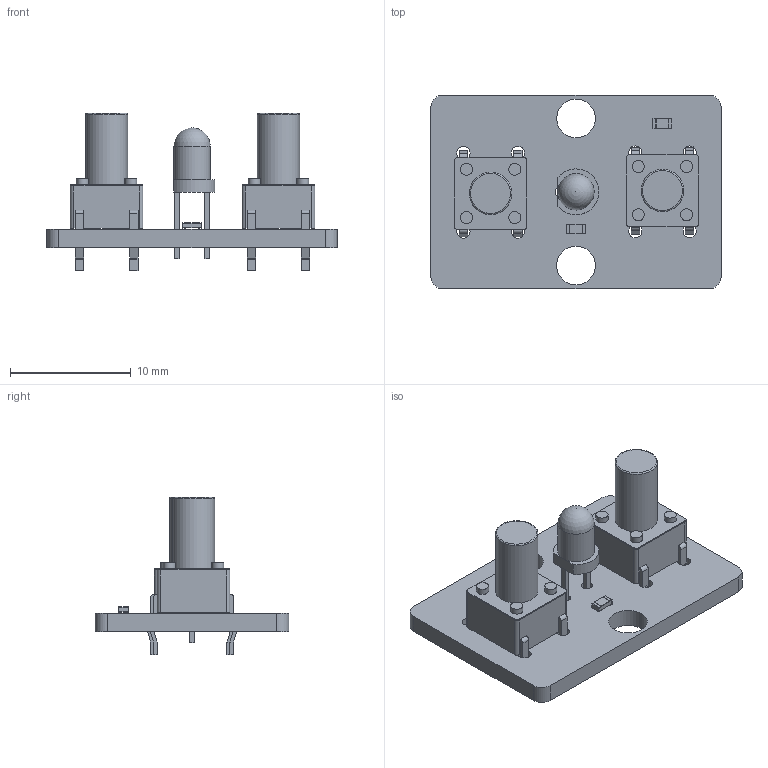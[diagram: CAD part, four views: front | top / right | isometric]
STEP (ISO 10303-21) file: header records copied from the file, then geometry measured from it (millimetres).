
FILE_DESCRIPTION(('KiCad electronic assembly'),'2;1');
FILE_NAME('arc-fault-miniboard.step','2025-11-04T13:19:16',('Pcbnew'),( 'Kicad'),'Open CASCADE STEP processor 7.9','KiCad to STEP converter' ,'Unknown');
FILE_SCHEMA(('AUTOMOTIVE_DESIGN { 1 0 10303 214 1 1 1 1 }'));
Length unit declared in the file: millimetre
Products named in the file (5): arc-fault-miniboard 1; SW_PUSH_6mm_H9.5mm; R_0603_1608Metric; LED_D3.0mm; arc-fault-miniboard_PCB
Assembly tree (6 placements, depth 2):
  arc-fault-miniboard 1
    SW_PUSH_6mm_H9.5mm  x2
    R_0603_1608Metric  x2
    LED_D3.0mm
    arc-fault-miniboard_PCB
Bounding box: 24 x 16 x 13 mm (x, y, z)
Volume: 964.8 mm3; surface area: 1529.5 mm2
Topology: 6 solids, 6 shells, 300 faces, 787 edges, 510 vertices
Faces by surface type: plane 181, cylinder 116, torus 2, sphere 1
Full cylindrical faces by diameter (mm): 0.9 x2, 1 x8, 1.1 x8, 3 x1, 3.2 x2, 3.5 x2
Entity records: 6390 total; most frequent: DIRECTION 930, CARTESIAN_POINT 909, ORIENTED_EDGE 886, EDGE_CURVE 443, AXIS2_PLACEMENT_3D 311, LINE 308, VECTOR 308, VERTEX_POINT 290
